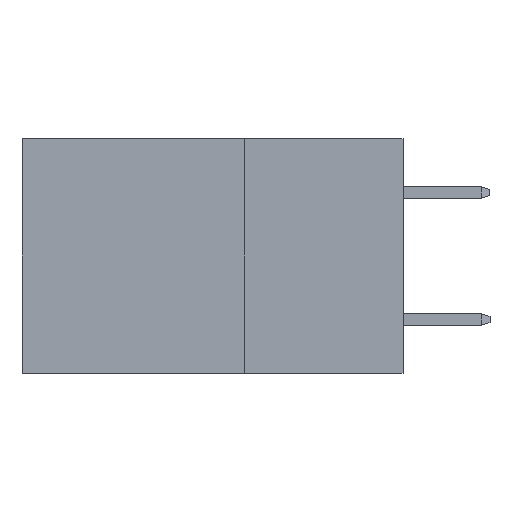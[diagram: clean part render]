
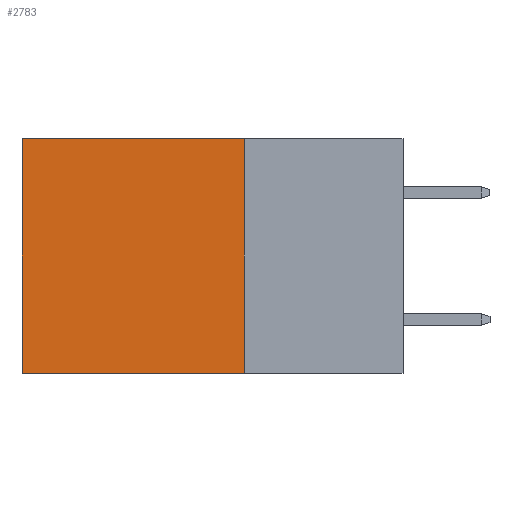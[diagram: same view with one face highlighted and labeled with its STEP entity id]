
A CAD part, left-side view. The second image highlights one B-rep face of the part: STEP entity #2783.
In plain terms, the highlighted planar face has unit normal (-1, 0, 0).
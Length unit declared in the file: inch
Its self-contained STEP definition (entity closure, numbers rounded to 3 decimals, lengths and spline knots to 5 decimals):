
#3 = DIRECTION ( 'NONE',  ( 0., 1., 0. ) ) ;
#5 = VECTOR ( 'NONE', #6105, 39.37008 ) ;
#298 = VERTEX_POINT ( 'NONE', #1451 ) ;
#1315 = VERTEX_POINT ( 'NONE', #8045 ) ;
#1451 = CARTESIAN_POINT ( 'NONE',  ( 0.2875, 0.6, 0. ) ) ;
#1621 = EDGE_CURVE ( 'NONE', #1315, #5149, #6333, .T. ) ;
#2049 = DIRECTION ( 'NONE',  ( 0., 0., -1. ) ) ;
#2328 = DIRECTION ( 'NONE',  ( 0., 0., -1. ) ) ;
#2358 = ORIENTED_EDGE ( 'NONE', *, *, #7378, .T. ) ;
#2783 = ADVANCED_FACE ( 'NONE', ( #8769 ), #7614, .F. ) ;
#2986 = EDGE_LOOP ( 'NONE', ( #2358, #9528, #4437, #8842 ) ) ;
#3116 = EDGE_CURVE ( 'NONE', #5149, #6767, #3996, .T. ) ;
#3163 = VECTOR ( 'NONE', #7540, 39.37008 ) ;
#3196 = DIRECTION ( 'NONE',  ( 1., 0., 0. ) ) ;
#3996 = LINE ( 'NONE', #11115, #3163 ) ;
#4437 = ORIENTED_EDGE ( 'NONE', *, *, #1621, .F. ) ;
#5149 = VERTEX_POINT ( 'NONE', #5234 ) ;
#5184 = EDGE_CURVE ( 'NONE', #1315, #298, #6900, .T. ) ;
#5234 = CARTESIAN_POINT ( 'NONE',  ( 0.2875, 0.25, -0.37 ) ) ;
#5405 = CARTESIAN_POINT ( 'NONE',  ( 0.2875, 0.25, 0. ) ) ;
#6105 = DIRECTION ( 'NONE',  ( 0., 0., -1. ) ) ;
#6138 = AXIS2_PLACEMENT_3D ( 'NONE', #11187, #3196, #2328 ) ;
#6333 = LINE ( 'NONE', #9835, #5 ) ;
#6767 = VERTEX_POINT ( 'NONE', #8733 ) ;
#6900 = LINE ( 'NONE', #5405, #10423 ) ;
#7378 = EDGE_CURVE ( 'NONE', #298, #6767, #8442, .T. ) ;
#7540 = DIRECTION ( 'NONE',  ( 0., 1., 0. ) ) ;
#7614 = PLANE ( 'NONE',  #6138 ) ;
#8045 = CARTESIAN_POINT ( 'NONE',  ( 0.2875, 0.25, 0. ) ) ;
#8280 = CARTESIAN_POINT ( 'NONE',  ( 0.2875, 0.6, 0. ) ) ;
#8442 = LINE ( 'NONE', #8280, #10656 ) ;
#8733 = CARTESIAN_POINT ( 'NONE',  ( 0.2875, 0.6, -0.37 ) ) ;
#8769 = FACE_OUTER_BOUND ( 'NONE', #2986, .T. ) ;
#8842 = ORIENTED_EDGE ( 'NONE', *, *, #5184, .T. ) ;
#9528 = ORIENTED_EDGE ( 'NONE', *, *, #3116, .F. ) ;
#9835 = CARTESIAN_POINT ( 'NONE',  ( 0.2875, 0.25, 0. ) ) ;
#10423 = VECTOR ( 'NONE', #3, 39.37008 ) ;
#10656 = VECTOR ( 'NONE', #2049, 39.37008 ) ;
#11115 = CARTESIAN_POINT ( 'NONE',  ( 0.2875, 0.25, -0.37 ) ) ;
#11187 = CARTESIAN_POINT ( 'NONE',  ( 0.2875, 0.25, 0. ) ) ;
